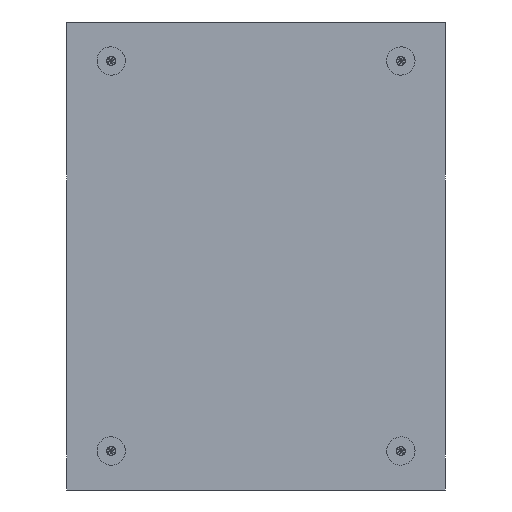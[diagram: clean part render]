
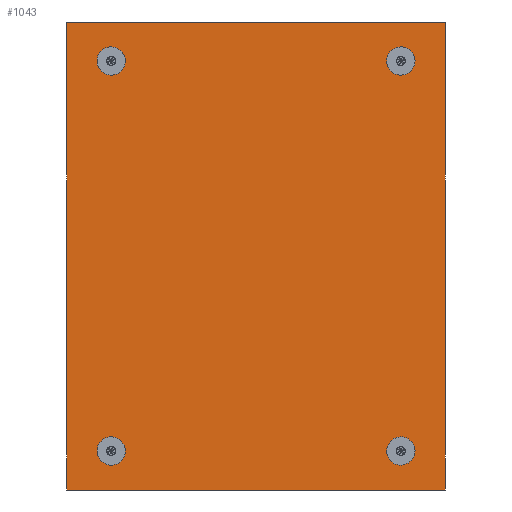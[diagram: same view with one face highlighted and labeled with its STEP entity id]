
A CAD part, front view. The second image highlights one B-rep face of the part: STEP entity #1043.
In plain terms, the highlighted free-form (B-spline) face has degree [1, 1] with [2, 2] control points.
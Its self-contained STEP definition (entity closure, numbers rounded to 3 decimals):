
#24 = VERTEX_POINT('',#25);
#25 = CARTESIAN_POINT('',(262.015,170.547,
    136.435));
#30 = EDGE_CURVE('',#31,#24,#33,.T.);
#31 = VERTEX_POINT('',#32);
#32 = CARTESIAN_POINT('',(262.015,170.547,
    138.709));
#33 = ( BOUNDED_CURVE() B_SPLINE_CURVE(2,(#34,#35,#36,#37,#38),
.UNSPECIFIED.,.F.,.F.) B_SPLINE_CURVE_WITH_KNOTS((3,2,3),(3.142,
4.712,6.283),.PIECEWISE_BEZIER_KNOTS.) CURVE() 
GEOMETRIC_REPRESENTATION_ITEM() RATIONAL_B_SPLINE_CURVE((1.,
0.707,1.,0.707,1.)) REPRESENTATION_ITEM('') );
#34 = CARTESIAN_POINT('',(262.015,170.547,
    138.709));
#35 = CARTESIAN_POINT('',(260.878,170.547,
    138.709));
#36 = CARTESIAN_POINT('',(260.878,170.547,137.572
    ));
#37 = CARTESIAN_POINT('',(260.878,170.547,
    136.435));
#38 = CARTESIAN_POINT('',(262.015,170.547,
    136.435));
#99 = VERTEX_POINT('',#100);
#100 = CARTESIAN_POINT('',(25.522,170.547,
    136.435));
#105 = EDGE_CURVE('',#106,#99,#108,.T.);
#106 = VERTEX_POINT('',#107);
#107 = CARTESIAN_POINT('',(25.522,170.547,
    138.709));
#108 = ( BOUNDED_CURVE() B_SPLINE_CURVE(2,(#109,#110,#111,#112,#113),
.UNSPECIFIED.,.F.,.F.) B_SPLINE_CURVE_WITH_KNOTS((3,2,3),(3.142,
4.712,6.283),.PIECEWISE_BEZIER_KNOTS.) CURVE() 
GEOMETRIC_REPRESENTATION_ITEM() RATIONAL_B_SPLINE_CURVE((1.,
0.707,1.,0.707,1.)) REPRESENTATION_ITEM('') );
#109 = CARTESIAN_POINT('',(25.522,170.547,
    138.709));
#110 = CARTESIAN_POINT('',(24.385,170.547,
    138.709));
#111 = CARTESIAN_POINT('',(24.385,170.547,
    137.572));
#112 = CARTESIAN_POINT('',(24.385,170.547,
    136.435));
#113 = CARTESIAN_POINT('',(25.522,170.547,
    136.435));
#174 = VERTEX_POINT('',#175);
#175 = CARTESIAN_POINT('',(25.522,170.547,
    454.792));
#180 = EDGE_CURVE('',#181,#174,#183,.T.);
#181 = VERTEX_POINT('',#182);
#182 = CARTESIAN_POINT('',(25.522,170.547,
    457.066));
#183 = ( BOUNDED_CURVE() B_SPLINE_CURVE(2,(#184,#185,#186,#187,#188),
.UNSPECIFIED.,.F.,.F.) B_SPLINE_CURVE_WITH_KNOTS((3,2,3),(3.142,
4.712,6.283),.PIECEWISE_BEZIER_KNOTS.) CURVE() 
GEOMETRIC_REPRESENTATION_ITEM() RATIONAL_B_SPLINE_CURVE((1.,
0.707,1.,0.707,1.)) REPRESENTATION_ITEM('') );
#184 = CARTESIAN_POINT('',(25.522,170.547,
    457.066));
#185 = CARTESIAN_POINT('',(24.385,170.547,
    457.066));
#186 = CARTESIAN_POINT('',(24.385,170.547,
    455.929));
#187 = CARTESIAN_POINT('',(24.385,170.547,
    454.792));
#188 = CARTESIAN_POINT('',(25.522,170.547,
    454.792));
#249 = VERTEX_POINT('',#250);
#250 = CARTESIAN_POINT('',(262.015,170.547,
    454.792));
#255 = EDGE_CURVE('',#256,#249,#258,.T.);
#256 = VERTEX_POINT('',#257);
#257 = CARTESIAN_POINT('',(262.015,170.547,
    457.066));
#258 = ( BOUNDED_CURVE() B_SPLINE_CURVE(2,(#259,#260,#261,#262,#263),
.UNSPECIFIED.,.F.,.F.) B_SPLINE_CURVE_WITH_KNOTS((3,2,3),(3.142,
4.712,6.283),.PIECEWISE_BEZIER_KNOTS.) CURVE() 
GEOMETRIC_REPRESENTATION_ITEM() RATIONAL_B_SPLINE_CURVE((1.,
0.707,1.,0.707,1.)) REPRESENTATION_ITEM('') );
#259 = CARTESIAN_POINT('',(262.015,170.547,
    457.066));
#260 = CARTESIAN_POINT('',(260.878,170.547,
    457.066));
#261 = CARTESIAN_POINT('',(260.878,170.547,
    455.929));
#262 = CARTESIAN_POINT('',(260.878,170.547,
    454.792));
#263 = CARTESIAN_POINT('',(262.015,170.547,
    454.792));
#846 = EDGE_CURVE('',#847,#849,#851,.T.);
#847 = VERTEX_POINT('',#848);
#848 = CARTESIAN_POINT('',(298.398,170.547,
    487.764));
#849 = VERTEX_POINT('',#850);
#850 = CARTESIAN_POINT('',(298.398,170.547,
    105.737));
#851 = B_SPLINE_CURVE_WITH_KNOTS('',1,(#852,#853),.UNSPECIFIED.,.F.,.F.,
  (2,2),(-420.,-0.),.PIECEWISE_BEZIER_KNOTS.);
#852 = CARTESIAN_POINT('',(298.398,170.547,
    487.764));
#853 = CARTESIAN_POINT('',(298.398,170.547,
    105.737));
#882 = EDGE_CURVE('',#849,#883,#885,.T.);
#883 = VERTEX_POINT('',#884);
#884 = CARTESIAN_POINT('',(-10.862,170.547,
    105.737));
#885 = B_SPLINE_CURVE_WITH_KNOTS('',1,(#886,#887),.UNSPECIFIED.,.F.,.F.,
  (2,2),(-340.,-0.),.PIECEWISE_BEZIER_KNOTS.);
#886 = CARTESIAN_POINT('',(298.398,170.547,
    105.737));
#887 = CARTESIAN_POINT('',(-10.862,170.547,
    105.737));
#910 = EDGE_CURVE('',#883,#911,#913,.T.);
#911 = VERTEX_POINT('',#912);
#912 = CARTESIAN_POINT('',(-10.862,170.547,
    487.764));
#913 = B_SPLINE_CURVE_WITH_KNOTS('',1,(#914,#915),.UNSPECIFIED.,.F.,.F.,
  (2,2),(0.,420.),.PIECEWISE_BEZIER_KNOTS.);
#914 = CARTESIAN_POINT('',(-10.862,170.547,
    105.737));
#915 = CARTESIAN_POINT('',(-10.862,170.547,
    487.764));
#938 = EDGE_CURVE('',#911,#847,#939,.T.);
#939 = B_SPLINE_CURVE_WITH_KNOTS('',1,(#940,#941),.UNSPECIFIED.,.F.,.F.,
  (2,2),(0.,340.),.PIECEWISE_BEZIER_KNOTS.);
#940 = CARTESIAN_POINT('',(-10.862,170.547,
    487.764));
#941 = CARTESIAN_POINT('',(298.398,170.547,
    487.764));
#1043 = ADVANCED_FACE('',(#1044,#1055,#1066,#1077,#1088),#1094,.F.);
#1044 = FACE_BOUND('',#1045,.T.);
#1045 = EDGE_LOOP('',(#1046,#1054));
#1046 = ORIENTED_EDGE('',*,*,#1047,.F.);
#1047 = EDGE_CURVE('',#24,#31,#1048,.T.);
#1048 = ( BOUNDED_CURVE() B_SPLINE_CURVE(2,(#1049,#1050,#1051,#1052,
#1053),.UNSPECIFIED.,.F.,.F.) B_SPLINE_CURVE_WITH_KNOTS((3,2,3),(0.,
1.571,3.142),.PIECEWISE_BEZIER_KNOTS.) CURVE() 
GEOMETRIC_REPRESENTATION_ITEM() RATIONAL_B_SPLINE_CURVE((1.,
0.707,1.,0.707,1.)) REPRESENTATION_ITEM('') );
#1049 = CARTESIAN_POINT('',(262.015,170.547,
    136.435));
#1050 = CARTESIAN_POINT('',(263.152,170.547,
    136.435));
#1051 = CARTESIAN_POINT('',(263.152,170.547,
    137.572));
#1052 = CARTESIAN_POINT('',(263.152,170.547,
    138.709));
#1053 = CARTESIAN_POINT('',(262.015,170.547,
    138.709));
#1054 = ORIENTED_EDGE('',*,*,#30,.F.);
#1055 = FACE_BOUND('',#1056,.T.);
#1056 = EDGE_LOOP('',(#1057,#1065));
#1057 = ORIENTED_EDGE('',*,*,#1058,.F.);
#1058 = EDGE_CURVE('',#99,#106,#1059,.T.);
#1059 = ( BOUNDED_CURVE() B_SPLINE_CURVE(2,(#1060,#1061,#1062,#1063,
#1064),.UNSPECIFIED.,.F.,.F.) B_SPLINE_CURVE_WITH_KNOTS((3,2,3),(0.,
1.571,3.142),.PIECEWISE_BEZIER_KNOTS.) CURVE() 
GEOMETRIC_REPRESENTATION_ITEM() RATIONAL_B_SPLINE_CURVE((1.,
0.707,1.,0.707,1.)) REPRESENTATION_ITEM('') );
#1060 = CARTESIAN_POINT('',(25.522,170.547,
    136.435));
#1061 = CARTESIAN_POINT('',(26.659,170.547,
    136.435));
#1062 = CARTESIAN_POINT('',(26.659,170.547,
    137.572));
#1063 = CARTESIAN_POINT('',(26.659,170.547,
    138.709));
#1064 = CARTESIAN_POINT('',(25.522,170.547,
    138.709));
#1065 = ORIENTED_EDGE('',*,*,#105,.F.);
#1066 = FACE_BOUND('',#1067,.T.);
#1067 = EDGE_LOOP('',(#1068,#1076));
#1068 = ORIENTED_EDGE('',*,*,#1069,.F.);
#1069 = EDGE_CURVE('',#174,#181,#1070,.T.);
#1070 = ( BOUNDED_CURVE() B_SPLINE_CURVE(2,(#1071,#1072,#1073,#1074,
#1075),.UNSPECIFIED.,.F.,.F.) B_SPLINE_CURVE_WITH_KNOTS((3,2,3),(0.,
1.571,3.142),.PIECEWISE_BEZIER_KNOTS.) CURVE() 
GEOMETRIC_REPRESENTATION_ITEM() RATIONAL_B_SPLINE_CURVE((1.,
0.707,1.,0.707,1.)) REPRESENTATION_ITEM('') );
#1071 = CARTESIAN_POINT('',(25.522,170.547,
    454.792));
#1072 = CARTESIAN_POINT('',(26.659,170.547,
    454.792));
#1073 = CARTESIAN_POINT('',(26.659,170.547,
    455.929));
#1074 = CARTESIAN_POINT('',(26.659,170.547,
    457.066));
#1075 = CARTESIAN_POINT('',(25.522,170.547,
    457.066));
#1076 = ORIENTED_EDGE('',*,*,#180,.F.);
#1077 = FACE_BOUND('',#1078,.T.);
#1078 = EDGE_LOOP('',(#1079,#1087));
#1079 = ORIENTED_EDGE('',*,*,#1080,.F.);
#1080 = EDGE_CURVE('',#249,#256,#1081,.T.);
#1081 = ( BOUNDED_CURVE() B_SPLINE_CURVE(2,(#1082,#1083,#1084,#1085,
#1086),.UNSPECIFIED.,.F.,.F.) B_SPLINE_CURVE_WITH_KNOTS((3,2,3),(0.,
1.571,3.142),.PIECEWISE_BEZIER_KNOTS.) CURVE() 
GEOMETRIC_REPRESENTATION_ITEM() RATIONAL_B_SPLINE_CURVE((1.,
0.707,1.,0.707,1.)) REPRESENTATION_ITEM('') );
#1082 = CARTESIAN_POINT('',(262.015,170.547,
    454.792));
#1083 = CARTESIAN_POINT('',(263.152,170.547,
    454.792));
#1084 = CARTESIAN_POINT('',(263.152,170.547,
    455.929));
#1085 = CARTESIAN_POINT('',(263.152,170.547,
    457.066));
#1086 = CARTESIAN_POINT('',(262.015,170.547,
    457.066));
#1087 = ORIENTED_EDGE('',*,*,#255,.F.);
#1088 = FACE_BOUND('',#1089,.T.);
#1089 = EDGE_LOOP('',(#1090,#1091,#1092,#1093));
#1090 = ORIENTED_EDGE('',*,*,#846,.F.);
#1091 = ORIENTED_EDGE('',*,*,#938,.F.);
#1092 = ORIENTED_EDGE('',*,*,#910,.F.);
#1093 = ORIENTED_EDGE('',*,*,#882,.F.);
#1094 = B_SPLINE_SURFACE_WITH_KNOTS('',1,1,(
    (#1095,#1096)
    ,(#1097,#1098
    )),.UNSPECIFIED.,.F.,.F.,.F.,(2,2),(2,2),(-210.,210.),(-170.,170.),
  .PIECEWISE_BEZIER_KNOTS.);
#1095 = CARTESIAN_POINT('',(-10.862,170.547,
    105.737));
#1096 = CARTESIAN_POINT('',(298.398,170.547,
    105.737));
#1097 = CARTESIAN_POINT('',(-10.862,170.547,
    487.764));
#1098 = CARTESIAN_POINT('',(298.398,170.547,
    487.764));
